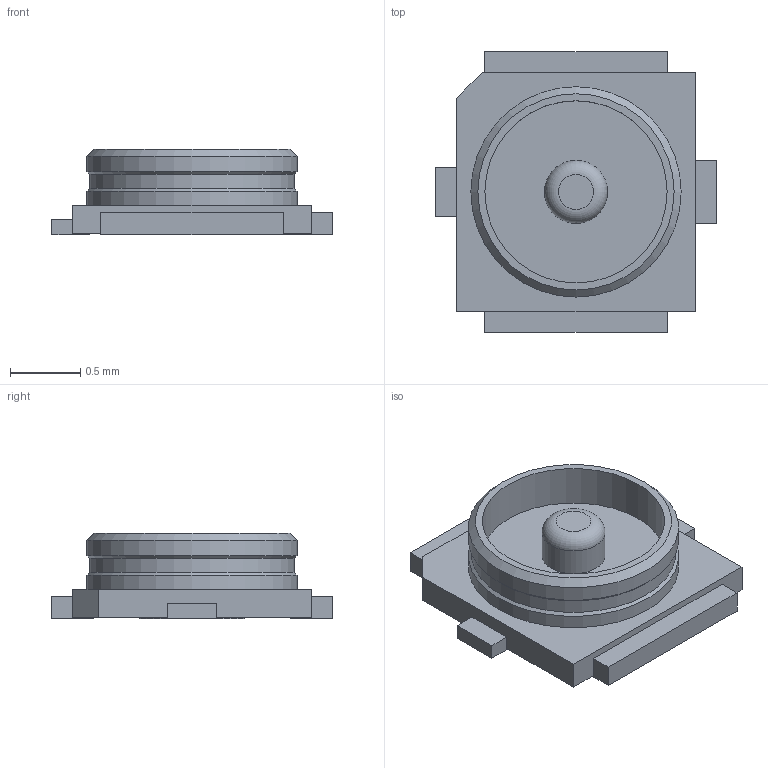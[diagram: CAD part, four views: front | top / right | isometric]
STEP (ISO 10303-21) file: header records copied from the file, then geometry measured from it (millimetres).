
FILE_DESCRIPTION(/* description */ ('STEP AP214'),/* implementation_level */ '2;1');
FILE_NAME(/* name */ 'IPEX-SMD_4P-L1.7-W1.7-LS2.0-L-4.step',/* time_stamp */ '2024-10-11T15:01:13-07:00',/* author */ (''),/* organization */ (''),/* preprocessor_version */ 'ST-DEVELOPER v20',/* originating_system */ 'Autodesk Translation Framework v13.20.0.188',/* authorisation */ '');
FILE_SCHEMA (('AUTOMOTIVE_DESIGN { 1 0 10303 214 3 1 1 }'));
Length unit declared in the file: millimetre
Products named in the file (1): IPEX-SMD_4P-L1.7-W1.7-LS2.0-L-4
Bounding box: 2 x 2 x 0.61 mm (x, y, z)
Volume: 1 mm3; surface area: 12 mm2
Topology: 1 solids, 1 shells, 46 faces, 116 edges, 76 vertices
Faces by surface type: plane 33, cylinder 8, cone 3, torus 2
Full cylindrical faces by diameter (mm): 0.3 x1, 0.45 x1, 1.3 x1, 1.46 x1, 1.5 x2
Entity records: 1472 total; most frequent: CARTESIAN_POINT 239, DIRECTION 234, ORIENTED_EDGE 232, EDGE_CURVE 116, LINE 92, VECTOR 92, VERTEX_POINT 76, AXIS2_PLACEMENT_3D 71
